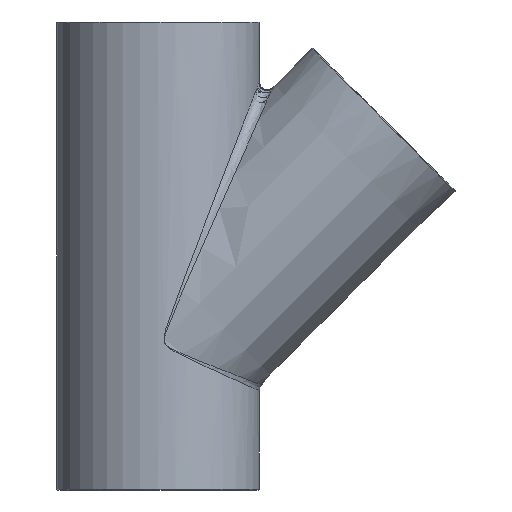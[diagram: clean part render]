
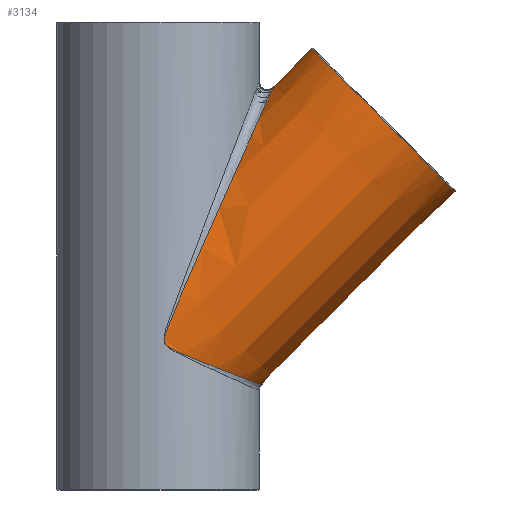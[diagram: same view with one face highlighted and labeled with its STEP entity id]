
A CAD part, left-side view. The second image highlights one B-rep face of the part: STEP entity #3134.
In plain terms, the highlighted conical face has half-angle 0.05 degrees and reference radius 63 mm.
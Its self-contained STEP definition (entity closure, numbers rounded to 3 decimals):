
#15=CONICAL_SURFACE('',#3219,63.,0.001);
#44=CIRCLE('',#3218,63.);
#240=LINE('',#11631,#386);
#386=VECTOR('',#3505,63.);
#713=FACE_OUTER_BOUND('',#945,.T.);
#945=EDGE_LOOP('',(#2870,#2871,#2872,#2873,#2874));
#1240=B_SPLINE_CURVE_WITH_KNOTS('',3,(#11633,#11634,#11635,#11636,#11637,
#11638,#11639,#11640,#11641,#11642,#11643,#11644,#11645,#11646,#11647,#11648,
#11649,#11650,#11651,#11652,#11653,#11654,#11655),.UNSPECIFIED.,.F.,.F.,
(4,1,1,1,1,1,1,1,1,1,1,1,1,1,1,1,1,1,1,1,4),(0.,0.241,0.481,
0.722,0.963,1.444,1.926,3.851,
5.777,7.702,10.27,12.837,15.404,
16.688,17.33,17.972,18.4,18.828,
19.042,19.256,19.36),.UNSPECIFIED.);
#1241=B_SPLINE_CURVE_WITH_KNOTS('',3,(#11656,#11657,#11658,#11659,#11660,
#11661,#11662,#11663,#11664,#11665,#11666,#11667,#11668,#11669,#11670,#11671,
#11672,#11673,#11674,#11675,#11676,#11677,#11678,#11679,#11680,#11681,#11682,
#11683,#11684,#11685,#11686,#11687,#11688),.UNSPECIFIED.,.F.,.F.,(4,1,1,
1,1,1,1,1,1,1,1,1,1,1,1,1,1,1,1,1,1,1,1,1,1,1,1,1,1,1,4),(19.36,
19.363,19.683,20.111,20.539,21.823,
23.107,25.674,28.241,30.809,32.093,
33.376,34.66,35.944,36.585,37.227,
37.869,38.511,39.795,41.078,43.646,
46.213,47.176,49.102,50.064,51.99,
52.471,52.953,53.434,53.675,53.915),
 .UNSPECIFIED.);
#1534=VERTEX_POINT('',#11626);
#1535=VERTEX_POINT('',#11630);
#1536=VERTEX_POINT('',#11632);
#1982=EDGE_CURVE('',#1534,#1534,#44,.T.);
#1983=EDGE_CURVE('',#1534,#1535,#240,.T.);
#1984=EDGE_CURVE('',#1536,#1535,#1240,.T.);
#1985=EDGE_CURVE('',#1535,#1536,#1241,.T.);
#2870=ORIENTED_EDGE('',*,*,#1982,.F.);
#2871=ORIENTED_EDGE('',*,*,#1983,.T.);
#2872=ORIENTED_EDGE('',*,*,#1984,.F.);
#2873=ORIENTED_EDGE('',*,*,#1985,.F.);
#2874=ORIENTED_EDGE('',*,*,#1983,.F.);
#3134=ADVANCED_FACE('',(#713),#15,.T.);
#3218=AXIS2_PLACEMENT_3D('',#11628,#3501,#3502);
#3219=AXIS2_PLACEMENT_3D('',#11629,#3503,#3504);
#3501=DIRECTION('center_axis',(0.,-0.707,
0.707));
#3502=DIRECTION('ref_axis',(1.,0.,0.));
#3503=DIRECTION('center_axis',(0.,-0.707,0.707));
#3504=DIRECTION('ref_axis',(1.,0.,0.));
#3505=DIRECTION('',(0.001,0.707,-0.707));
#11626=CARTESIAN_POINT('',(-63.046,-140.281,229.952));
#11628=CARTESIAN_POINT('Origin',(-0.046,-140.281,
229.952));
#11629=CARTESIAN_POINT('Origin',(-0.046,-140.635,
230.306));
#11630=CARTESIAN_POINT('',(-62.878,-4.082,93.752));
#11631=CARTESIAN_POINT('',(-63.046,-140.635,230.306));
#11632=CARTESIAN_POINT('',(62.787,-5.378,94.845));
#11633=CARTESIAN_POINT('Ctrl Pts',(62.787,-5.378,94.845));
#11634=CARTESIAN_POINT('Ctrl Pts',(62.785,-5.37,93.966));
#11635=CARTESIAN_POINT('Ctrl Pts',(62.763,-5.607,92.204));
#11636=CARTESIAN_POINT('Ctrl Pts',(62.625,-7.075,90.065));
#11637=CARTESIAN_POINT('Ctrl Pts',(62.383,-9.06,88.487));
#11638=CARTESIAN_POINT('Ctrl Pts',(61.936,-11.939,86.728));
#11639=CARTESIAN_POINT('Ctrl Pts',(61.157,-15.7,84.875));
#11640=CARTESIAN_POINT('Ctrl Pts',(58.583,-24.792,80.864));
#11641=CARTESIAN_POINT('Ctrl Pts',(52.156,-37.927,75.639));
#11642=CARTESIAN_POINT('Ctrl Pts',(38.468,-52.374,69.963));
#11643=CARTESIAN_POINT('Ctrl Pts',(18.659,-63.182,65.771));
#11644=CARTESIAN_POINT('Ctrl Pts',(-6.673,-66.159,64.594));
#11645=CARTESIAN_POINT('Ctrl Pts',(-32.854,-57.273,
67.994));
#11646=CARTESIAN_POINT('Ctrl Pts',(-49.203,-41.903,73.914));
#11647=CARTESIAN_POINT('Ctrl Pts',(-56.672,-28.724,
79.062));
#11648=CARTESIAN_POINT('Ctrl Pts',(-59.761,-20.733,
82.27));
#11649=CARTESIAN_POINT('Ctrl Pts',(-61.269,-15.304,84.516));
#11650=CARTESIAN_POINT('Ctrl Pts',(-62.196,-10.527,
86.687));
#11651=CARTESIAN_POINT('Ctrl Pts',(-62.625,-7.202,
88.455));
#11652=CARTESIAN_POINT('Ctrl Pts',(-62.822,-4.893,90.425));
#11653=CARTESIAN_POINT('Ctrl Pts',(-62.872,-4.11,
92.204));
#11654=CARTESIAN_POINT('Ctrl Pts',(-62.877,-4.07,
93.37));
#11655=CARTESIAN_POINT('Ctrl Pts',(-62.878,-4.082,
93.752));
#11656=CARTESIAN_POINT('Ctrl Pts',(-62.878,-4.082,
93.752));
#11657=CARTESIAN_POINT('Ctrl Pts',(-62.878,-4.082,
93.761));
#11658=CARTESIAN_POINT('Ctrl Pts',(-62.878,-4.121,
94.945));
#11659=CARTESIAN_POINT('Ctrl Pts',(-62.848,-4.753,
97.681));
#11660=CARTESIAN_POINT('Ctrl Pts',(-62.754,-6.212,101.821));
#11661=CARTESIAN_POINT('Ctrl Pts',(-62.496,-9.186,
109.293));
#11662=CARTESIAN_POINT('Ctrl Pts',(-61.908,-13.624,119.614));
#11663=CARTESIAN_POINT('Ctrl Pts',(-60.31,-21.306,
137.178));
#11664=CARTESIAN_POINT('Ctrl Pts',(-57.144,-30.997,
159.067));
#11665=CARTESIAN_POINT('Ctrl Pts',(-51.201,-42.439,
184.855));
#11666=CARTESIAN_POINT('Ctrl Pts',(-43.957,-51.746,
205.786));
#11667=CARTESIAN_POINT('Ctrl Pts',(-36.155,-58.821,
221.696));
#11668=CARTESIAN_POINT('Ctrl Pts',(-28.935,-63.818,
232.926));
#11669=CARTESIAN_POINT('Ctrl Pts',(-19.918,-68.239,
242.86));
#11670=CARTESIAN_POINT('Ctrl Pts',(-10.191,-70.906,
248.849));
#11671=CARTESIAN_POINT('Ctrl Pts',(-1.216,-71.668,
250.554));
#11672=CARTESIAN_POINT('Ctrl Pts',(5.588,-71.39,249.922));
#11673=CARTESIAN_POINT('Ctrl Pts',(11.977,-70.351,247.581));
#11674=CARTESIAN_POINT('Ctrl Pts',(19.601,-68.218,242.775));
#11675=CARTESIAN_POINT('Ctrl Pts',(27.479,-64.661,234.767));
#11676=CARTESIAN_POINT('Ctrl Pts',(37.429,-58.104,220.004));
#11677=CARTESIAN_POINT('Ctrl Pts',(46.435,-49.086,199.686));
#11678=CARTESIAN_POINT('Ctrl Pts',(52.343,-40.165,179.565));
#11679=CARTESIAN_POINT('Ctrl Pts',(56.433,-32.052,161.213));
#11680=CARTESIAN_POINT('Ctrl Pts',(58.673,-26.313,148.208));
#11681=CARTESIAN_POINT('Ctrl Pts',(60.794,-19.101,131.719));
#11682=CARTESIAN_POINT('Ctrl Pts',(61.807,-14.104,120.198));
#11683=CARTESIAN_POINT('Ctrl Pts',(62.37,-9.962,110.144));
#11684=CARTESIAN_POINT('Ctrl Pts',(62.581,-8.058,105.26));
#11685=CARTESIAN_POINT('Ctrl Pts',(62.711,-6.562,101.024));
#11686=CARTESIAN_POINT('Ctrl Pts',(62.775,-5.634,97.498));
#11687=CARTESIAN_POINT('Ctrl Pts',(62.789,-5.387,95.724));
#11688=CARTESIAN_POINT('Ctrl Pts',(62.787,-5.378,94.845));
